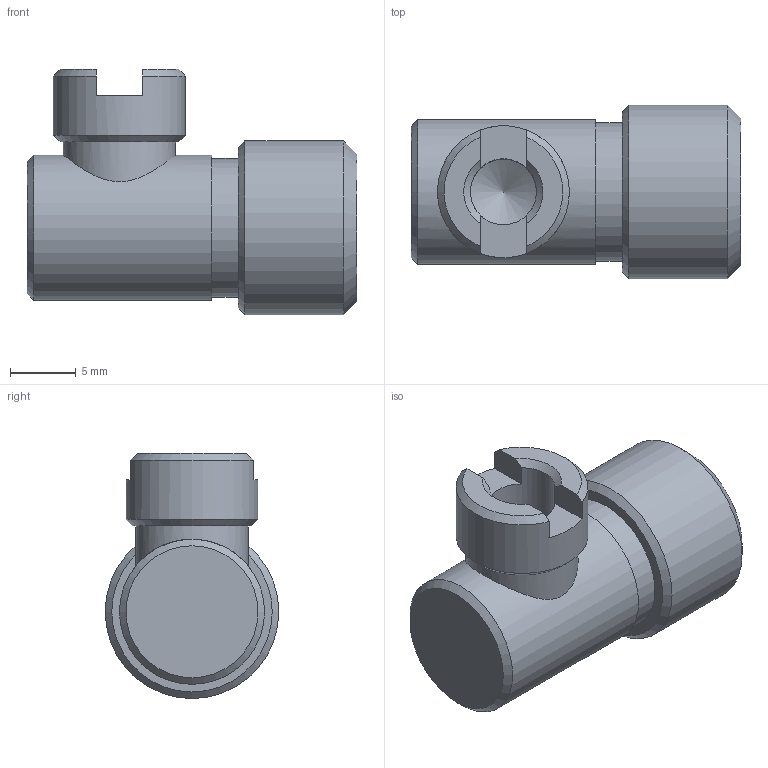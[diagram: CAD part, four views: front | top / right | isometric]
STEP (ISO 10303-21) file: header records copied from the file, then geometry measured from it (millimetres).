
FILE_DESCRIPTION(/* description */ (''),/* implementation_level */ '2;1');
FILE_NAME(/* name */ 'Part 020.stp',/* time_stamp */ '2015-02-20T17:43:48+02:00',/* author */ ('SFC'),/* organization */ (''),/* preprocessor_version */ 'ST-DEVELOPER v15.2',/* originating_system */ 'Autodesk Inventor 2014',/* authorisation */ '');
FILE_SCHEMA (('AUTOMOTIVE_DESIGN { 1 0 10303 214 3 1 1 }'));
Length unit declared in the file: millimetre
Products named in the file (1): Part 020
Bounding box: 25 x 13.16 x 18.58 mm (x, y, z)
Volume: 2376.3 mm3; surface area: 1875.2 mm2
Topology: 1 solids, 1 shells, 35 faces, 82 edges, 50 vertices
Faces by surface type: plane 13, cylinder 11, cone 11
Full cylindrical faces by diameter (mm): 5 x2, 8.5 x1, 10 x1, 10.5 x1, 11 x1, 13.157 x1
Entity records: 936 total; most frequent: CARTESIAN_POINT 199, DIRECTION 162, ORIENTED_EDGE 124, AXIS2_PLACEMENT_3D 73, EDGE_CURVE 62, EDGE_LOOP 52, VERTEX_POINT 44, ADVANCED_FACE 35
